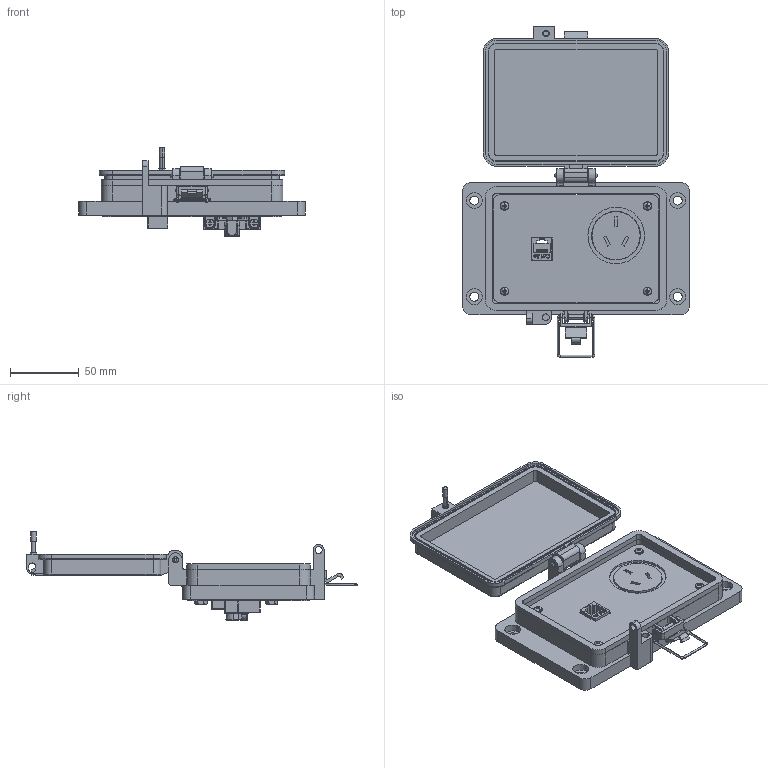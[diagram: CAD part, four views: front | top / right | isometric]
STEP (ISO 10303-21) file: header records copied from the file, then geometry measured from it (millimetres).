
FILE_DESCRIPTION (( 'STEP AP203' ), '1' );
FILE_NAME ('P-R2-M3RA0_3D.STEP', '2018-03-29T13:52:14', ( '' ), ( '' ), 'SwSTEP 2.0', 'SolidWorks 2017', '' );
FILE_SCHEMA (( 'CONFIG_CONTROL_DESIGN' ));
Length unit declared in the file: millimetre
Products named in the file (14): 92005A124_METRIC PAN HEAD PHILLIPS MACHINE SCREW_92005A124; P-R2-M3RA0_FP060_1; P-R2-M3RA0_3D; Z-000-4243316TFP; Z-000-63234FH_90273A151; Z-002-632516HN_90675A007; Z-300-RJ45CAT5; P-R2-M3RA0_BP180_1; R2; Z-200-OTLT-RA; Z-H-M3_B; RA; -M3; P-R2-M3RA0_TP060_1
Assembly tree (20 placements, depth 3):
  P-R2-M3RA0_3D
    P-R2-M3RA0_BP180_1
    RA
      Z-200-OTLT-RA
    P-R2-M3RA0_TP060_1
    P-R2-M3RA0_FP060_1
    Z-000-4243316TFP  x3
    Z-000-63234FH_90273A151  x2
    Z-002-632516HN_90675A007  x2
    R2
      Z-300-RJ45CAT5
    -M3
      Z-H-M3_B
    92005A124_METRIC PAN HEAD PHILLIPS MACHINE SCREW_92005A124  x4
Bounding box: 164.96 x 240.59 x 64.41 mm (x, y, z)
Volume: 257022.1 mm3; surface area: 146867.6 mm2
Topology: 26 solids, 26 shells, 2493 faces, 6928 edges, 4518 vertices
Faces by surface type: cylinder 1157, plane 795, bspline 306, cone 159, torus 48, sphere 28
Entity records: 67785 total; most frequent: CARTESIAN_POINT 26236, ORIENTED_EDGE 9054, DIRECTION 7387, EDGE_CURVE 4527, VERTEX_POINT 2949, AXIS2_PLACEMENT_3D 2475, VECTOR 2437, LINE 2437
